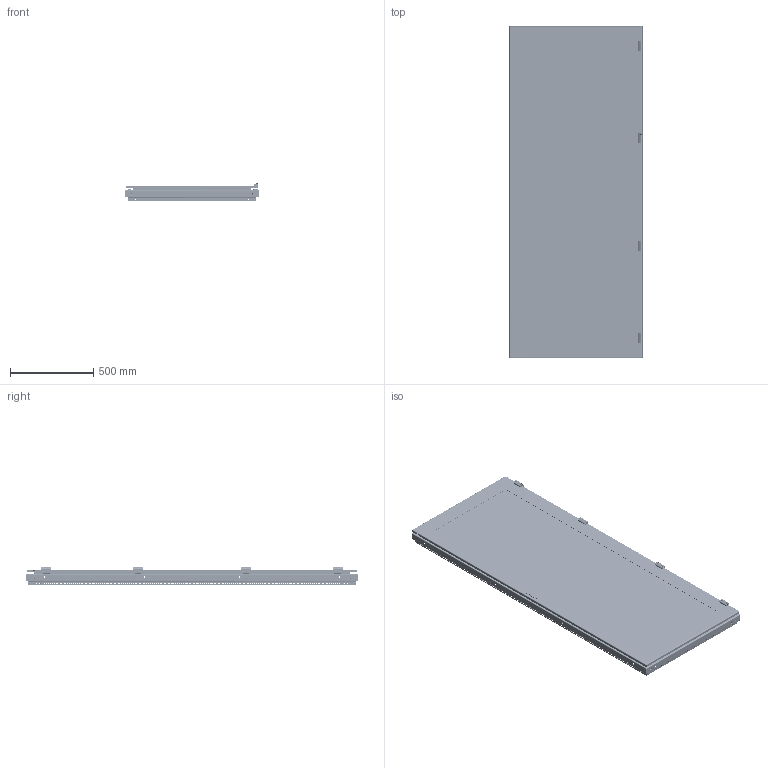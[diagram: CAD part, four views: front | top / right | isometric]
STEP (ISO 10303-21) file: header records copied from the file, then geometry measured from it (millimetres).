
FILE_DESCRIPTION (( 'STEP AP214' ), '1' );
FILE_NAME ('Ñâàðíàÿ ðàìà ñî ñòåêëÿííîé äâåðüþ W800H2000.STEP', '2024-08-23T07:43:08', ( '' ), ( '' ), 'SwSTEP 2.0', 'SolidWorks 2021', '' );
FILE_SCHEMA (( 'AUTOMOTIVE_DESIGN' ));
Length unit declared in the file: millimetre
Products named in the file (34): Âèíò Ì6õ16 ìåáåëüíûé; Ãàñêåòèíã äâåðè W800H2000; ﾇ璋襃; Ãîðèçîíòàëüíûé ïðîôèëü W800; Äâåðíîå ïîëîòíî ñò. ÌÊ-20 W800H2000; Ãîðèçîíòàëüíûé ïðîôèëü2 W800; Áîêîâîé ïðîôèëü2 H2000; 600.000; Øïèëüêà ïðèâàðíàÿ Ì6õ10; ﾄ粢 . ﾑﾁ W800H2000; Øïèëüêà ïðèâàðíàÿ Ì6õ25; Ïðîêëàäêà W800H2000; Çàêëåïêà ðåçüáîâàÿ Ì8 øåñòèãðàííàÿ ñ óìåíüøåííûì áîðòîì; 嵑謺麃 CL213-3; ﾒ聰 ﾌﾊ-20 H2000; Ãîðèçîíòàëüíûé ïðîôèëü1 W800; Óãîëîê äâåðíîé; Ãàéêà Ì6 äëÿ øïèëüêè; 嵑謺麃 2; Áîáûøêà; Ñâàðíàÿ ðàìà ñî ñòåêëÿííîé äâåðüþ W800H2000; 栺樏鋋 W800H2000; Áîêîâîé ïðîôèëü1 H2000; Çàêëåïêà ðåçüáîâàÿ Ì6 øåñòèãðàííàÿ ñ óìåíüøåííûì áîðòîì; 项蜞轫铋 忤眚 DIN 7991 󊬱6; Áîêîâîé ïðîôèëü H2000; Äâåðíîé ïðîôèëü ñò. ÌÊ 20 W800; 鎗鵻罻; 嵑謺麃 1; Äâåðíîé ïðîôèëü ñò. ÌÊ 20 Í2000; Ñâàðíàÿ ðàìà W800H2000; Çàãëóøêà òÿãè; Âèíò Ì5õ10 ìåáåëüíûé; Øïèëüêà ïðèâàðíàÿ Ì6õ35
Assembly tree (138 placements, depth 4):
  Ñâàðíàÿ ðàìà ñî ñòåêëÿííîé äâåðüþ W800H2000
    ﾄ粢 . ﾑﾁ W800H2000
      Äâåðíîå ïîëîòíî ñò. ÌÊ-20 W800H2000
      Ãàñêåòèíã äâåðè W800H2000
      Äâåðíîé ïðîôèëü ñò. ÌÊ 20 Í2000  x2
      Äâåðíîé ïðîôèëü ñò. ÌÊ 20 W800  x2
      ﾒ聰 ﾌﾊ-20 H2000
      栺樏鋋 W800H2000
      Ïðîêëàäêà W800H2000
      Øïèëüêà ïðèâàðíàÿ Ì6õ35  x2
      Øïèëüêà ïðèâàðíàÿ Ì6õ25  x16
      Øïèëüêà ïðèâàðíàÿ Ì6õ10  x4
      Çàãëóøêà òÿãè  x4
      Óãîëîê äâåðíîé  x4
      Ãàéêà Ì6 äëÿ øïèëüêè  x16
    Ñâàðíàÿ ðàìà W800H2000
      Ãîðèçîíòàëüíûé ïðîôèëü W800  x2
        Ãîðèçîíòàëüíûé ïðîôèëü1 W800
        Ãîðèçîíòàëüíûé ïðîôèëü2 W800
        600.000
        Áîáûøêà
      Áîêîâîé ïðîôèëü H2000  x2
        Áîêîâîé ïðîôèëü1 H2000
        Áîêîâîé ïðîôèëü2 H2000
      Çàêëåïêà ðåçüáîâàÿ Ì8 øåñòèãðàííàÿ ñ óìåíüøåííûì áîðòîì  x8
      Çàêëåïêà ðåçüáîâàÿ Ì6 øåñòèãðàííàÿ ñ óìåíüøåííûì áîðòîì  x26
    ﾇ璋襃  x4
    嵑謺麃 CL213-3  x4
      鎗鵻罻
      嵑謺麃 1
      嵑謺麃 2
    项蜞轫铋 忤眚 DIN 7991 󊬱6  x8
    Âèíò Ì5õ10 ìåáåëüíûé  x8
    Âèíò Ì6õ16 ìåáåëüíûé  x8
Bounding box: 801.2 x 1996 x 106.7 mm (x, y, z)
Volume: 9613940.4 mm3; surface area: 7439127.8 mm2
Topology: 145 solids, 145 shells, 10661 faces, 29385 edges, 19044 vertices
Faces by surface type: plane 5239, cylinder 4512, cone 576, bspline 282, torus 52
Entity records: 131774 total; most frequent: CARTESIAN_POINT 33290, ORIENTED_EDGE 20090, DIRECTION 19611, EDGE_CURVE 10045, VECTOR 6835, LINE 6835, VERTEX_POINT 6571, AXIS2_PLACEMENT_3D 6388
